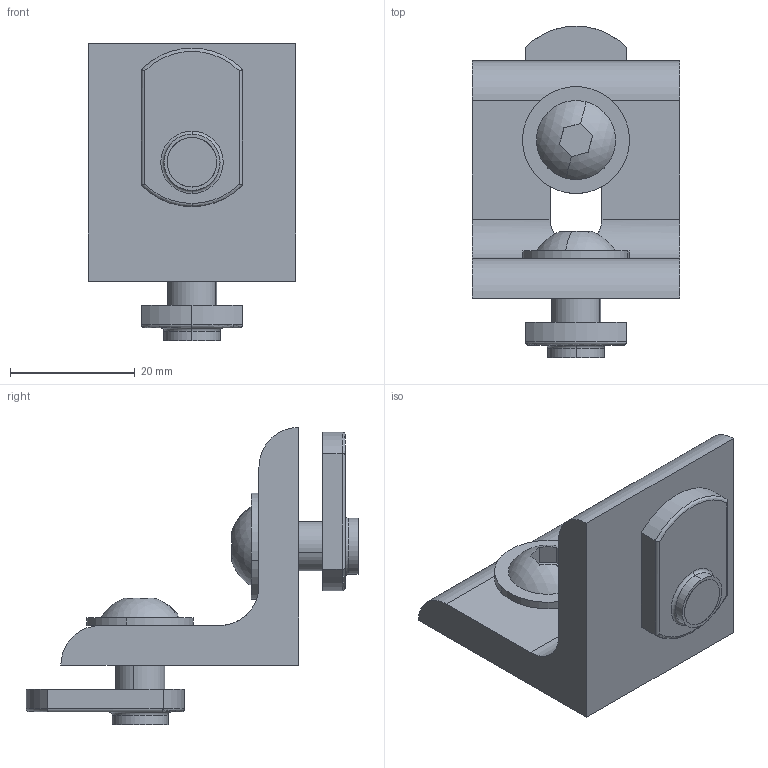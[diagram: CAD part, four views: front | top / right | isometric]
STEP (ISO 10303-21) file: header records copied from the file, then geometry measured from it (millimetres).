
FILE_DESCRIPTION (( 'STEP AP203' ), '1' );
FILE_NAME ('653133.SLDASM.step', '2003-10-13T11:25:34', ( 'Jerry Winters' ), ( 'GoEngineer' ), 'SwSTEP 2.0', 'SolidWorks 2003174', '' );
FILE_SCHEMA (( 'CONFIG_CONTROL_DESIGN' ));
Length unit declared in the file: inch
Products named in the file (5): 653133.SLDASM; Inside Corner Brackets (SLOT)_653133; 651129; 651097; FBHSCS_651134
Assembly tree (5 placements, depth 3):
  653133.SLDASM
    651129  x2
      FBHSCS_651134
      651097
    Inside Corner Brackets (SLOT)_653133
Bounding box: 33.27 x 53.21 x 47.62 mm (x, y, z)
Volume: 18049.6 mm3; surface area: 9968.3 mm2
Topology: 5 solids, 5 shells, 86 faces, 193 edges, 122 vertices
Faces by surface type: plane 38, cylinder 34, torus 10, sphere 4
Entity records: 2087 total; most frequent: CARTESIAN_POINT 310, DIRECTION 288, ORIENTED_EDGE 236, EDGE_CURVE 118, AXIS2_PLACEMENT_3D 115, VERTEX_POINT 75, EDGE_LOOP 59, LINE 58
